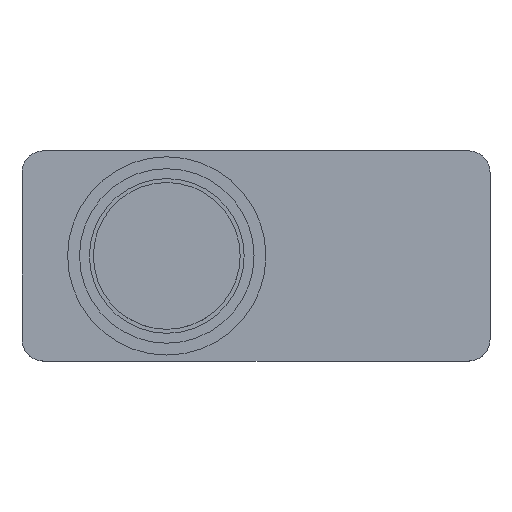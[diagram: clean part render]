
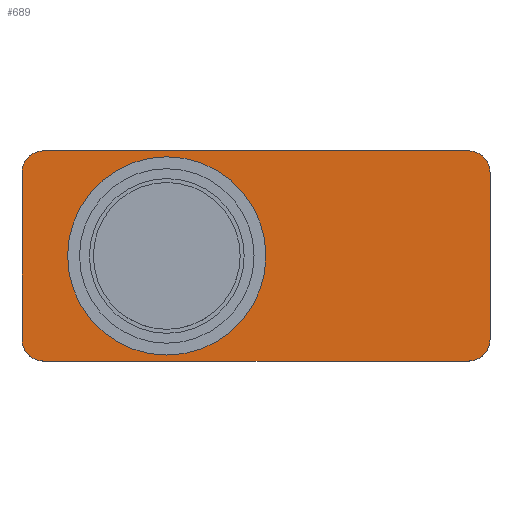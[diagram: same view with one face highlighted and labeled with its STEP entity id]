
A CAD part, top view. The second image highlights one B-rep face of the part: STEP entity #689.
In plain terms, the highlighted planar face has unit normal (0, 0, 1).
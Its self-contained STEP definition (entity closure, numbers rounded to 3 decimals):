
#42=LINE('',#1089,#88);
#64=LINE('',#1181,#110);
#68=LINE('',#1193,#114);
#72=LINE('',#1203,#118);
#88=VECTOR('',#873,10.);
#110=VECTOR('',#973,10.);
#114=VECTOR('',#985,10.);
#118=VECTOR('',#997,10.);
#136=PLANE('',#795);
#161=FACE_BOUND('',#263,.T.);
#200=FACE_OUTER_BOUND('',#262,.T.);
#262=EDGE_LOOP('',(#617,#618,#619,#620,#621,#622,#623,#624));
#263=EDGE_LOOP('',(#625));
#294=CIRCLE('',#767,25.);
#301=CIRCLE('',#781,5.5);
#303=CIRCLE('',#784,5.5);
#305=CIRCLE('',#788,5.5);
#307=CIRCLE('',#792,5.5);
#333=VERTEX_POINT('',#1086);
#334=VERTEX_POINT('',#1088);
#354=VERTEX_POINT('',#1147);
#361=VERTEX_POINT('',#1168);
#363=VERTEX_POINT('',#1174);
#365=VERTEX_POINT('',#1180);
#367=VERTEX_POINT('',#1186);
#369=VERTEX_POINT('',#1192);
#371=VERTEX_POINT('',#1198);
#403=EDGE_CURVE('',#334,#333,#42,.T.);
#432=EDGE_CURVE('',#354,#354,#294,.T.);
#440=EDGE_CURVE('',#333,#361,#301,.T.);
#442=EDGE_CURVE('',#363,#334,#303,.T.);
#445=EDGE_CURVE('',#365,#363,#64,.T.);
#448=EDGE_CURVE('',#367,#365,#305,.T.);
#451=EDGE_CURVE('',#369,#367,#68,.T.);
#454=EDGE_CURVE('',#371,#369,#307,.T.);
#457=EDGE_CURVE('',#361,#371,#72,.T.);
#617=ORIENTED_EDGE('',*,*,#457,.T.);
#618=ORIENTED_EDGE('',*,*,#454,.T.);
#619=ORIENTED_EDGE('',*,*,#451,.T.);
#620=ORIENTED_EDGE('',*,*,#448,.T.);
#621=ORIENTED_EDGE('',*,*,#445,.T.);
#622=ORIENTED_EDGE('',*,*,#442,.T.);
#623=ORIENTED_EDGE('',*,*,#403,.T.);
#624=ORIENTED_EDGE('',*,*,#440,.T.);
#625=ORIENTED_EDGE('',*,*,#432,.T.);
#689=ADVANCED_FACE('',(#200,#161),#136,.T.);
#767=AXIS2_PLACEMENT_3D('',#1148,#932,#933);
#781=AXIS2_PLACEMENT_3D('',#1170,#961,#962);
#784=AXIS2_PLACEMENT_3D('',#1175,#967,#968);
#788=AXIS2_PLACEMENT_3D('',#1187,#979,#980);
#792=AXIS2_PLACEMENT_3D('',#1199,#991,#992);
#795=AXIS2_PLACEMENT_3D('',#1205,#1000,#1001);
#873=DIRECTION('',(-1.,0.,0.));
#932=DIRECTION('center_axis',(0.,0.,-1.));
#933=DIRECTION('ref_axis',(-1.,0.,0.));
#961=DIRECTION('center_axis',(0.,0.,1.));
#962=DIRECTION('ref_axis',(0.,-1.,0.));
#967=DIRECTION('center_axis',(0.,0.,1.));
#968=DIRECTION('ref_axis',(-1.,0.,0.));
#973=DIRECTION('',(0.,1.,0.));
#979=DIRECTION('center_axis',(0.,0.,1.));
#980=DIRECTION('ref_axis',(0.,1.,0.));
#985=DIRECTION('',(1.,0.,0.));
#991=DIRECTION('center_axis',(0.,0.,1.));
#992=DIRECTION('ref_axis',(1.,0.,0.));
#997=DIRECTION('',(0.,-1.,0.));
#1000=DIRECTION('center_axis',(0.,0.,1.));
#1001=DIRECTION('ref_axis',(1.,0.,0.));
#1086=CARTESIAN_POINT('',(14.,61.5,19.));
#1088=CARTESIAN_POINT('',(121.,61.5,19.));
#1089=CARTESIAN_POINT('',(14.,61.5,19.));
#1147=CARTESIAN_POINT('',(70.,35.,19.));
#1148=CARTESIAN_POINT('Origin',(45.,35.,19.));
#1168=CARTESIAN_POINT('',(8.5,56.,19.));
#1170=CARTESIAN_POINT('Origin',(14.,56.,19.));
#1174=CARTESIAN_POINT('',(126.5,56.,19.));
#1175=CARTESIAN_POINT('Origin',(121.,56.,19.));
#1180=CARTESIAN_POINT('',(126.5,14.,19.));
#1181=CARTESIAN_POINT('',(126.5,56.,19.));
#1186=CARTESIAN_POINT('',(121.,8.5,19.));
#1187=CARTESIAN_POINT('Origin',(121.,14.,19.));
#1192=CARTESIAN_POINT('',(14.,8.5,19.));
#1193=CARTESIAN_POINT('',(121.,8.5,19.));
#1198=CARTESIAN_POINT('',(8.5,14.,19.));
#1199=CARTESIAN_POINT('Origin',(14.,14.,19.));
#1203=CARTESIAN_POINT('',(8.5,14.,19.));
#1205=CARTESIAN_POINT('Origin',(67.5,35.,19.));
